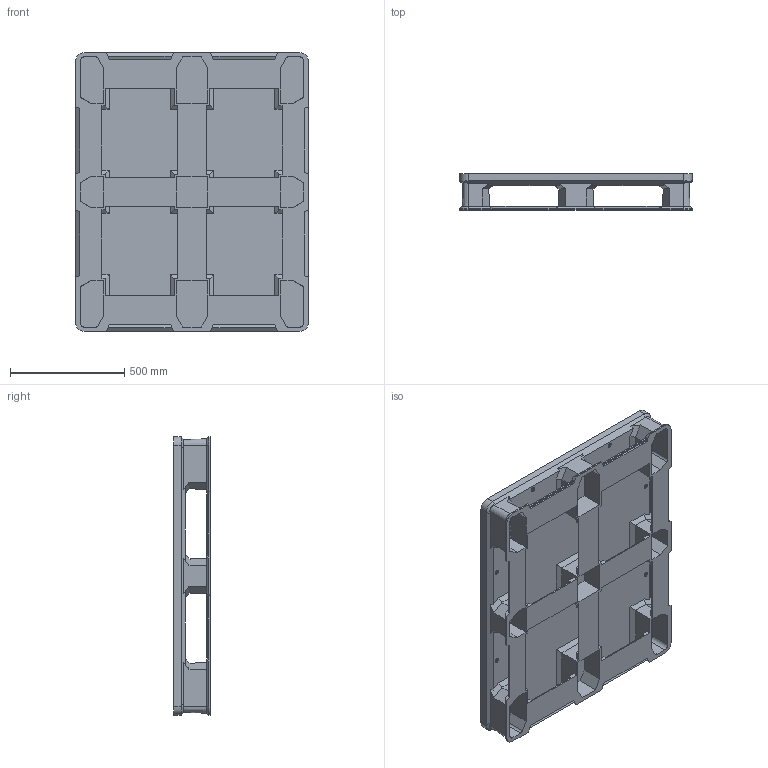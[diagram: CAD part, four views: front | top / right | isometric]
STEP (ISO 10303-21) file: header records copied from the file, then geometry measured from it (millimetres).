
FILE_DESCRIPTION((''),'2;1');
FILE_NAME('125459WSM','2026-03-20T08:46:54',('SYSTEM'),(''),'CREO PARAMETRIC BY PTC INC, 2023294','CREO PARAMETRIC BY PTC INC, 2023294','');
FILE_SCHEMA(('CONFIG_CONTROL_DESIGN'));
Length unit declared in the file: inch
Products named in the file (1): 125459WSM
Bounding box: 1016 x 158.75 x 1219.2 mm (x, y, z)
Volume: 75436120.7 mm3; surface area: 4849202.2 mm2
Topology: 1 solids, 1 shells, 961 faces, 2432 edges, 1480 vertices
Faces by surface type: plane 881, cylinder 56, cone 24
Entity records: 28134 total; most frequent: CARTESIAN_POINT 5098, ORIENTED_EDGE 4864, DIRECTION 4472, EDGE_CURVE 2432, VECTOR 2268, LINE 2268, VERTEX_POINT 1480, AXIS2_PLACEMENT_3D 1102
